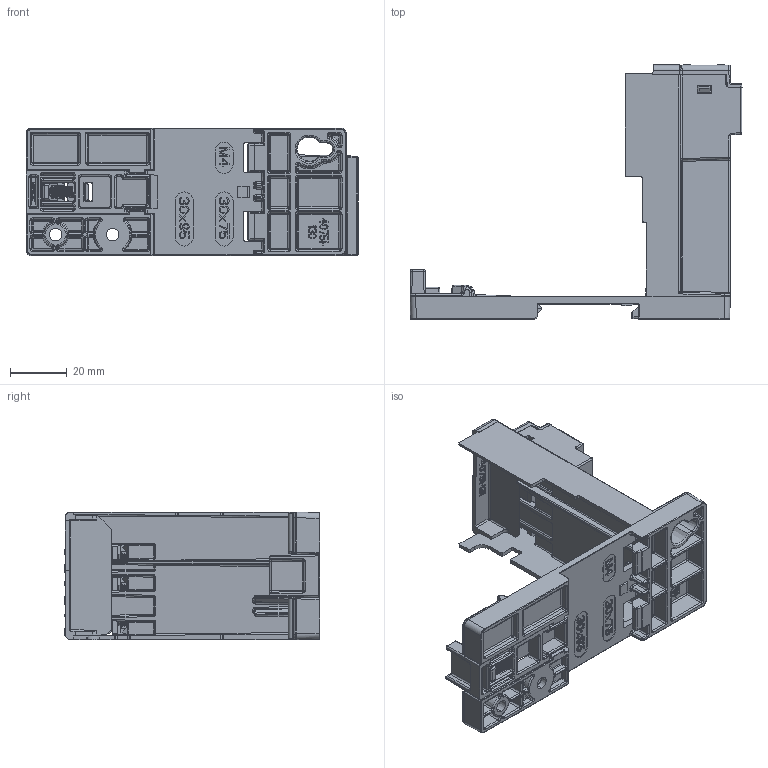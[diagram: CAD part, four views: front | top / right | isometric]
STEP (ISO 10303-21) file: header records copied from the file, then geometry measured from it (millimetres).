
FILE_DESCRIPTION((''),'2;1');
FILE_NAME('40751-342_ASM','2012-10-26T',('GLLehman'),('Rockwell Automation'),'PRO/ENGINEER BY PARAMETRIC TECHNOLOGY CORPORATION, 2010140','PRO/ENGINEER BY PARAMETRIC TECHNOLOGY CORPORATION, 2010140','');
FILE_SCHEMA(('CONFIG_CONTROL_DESIGN'));
Products named in the file (11): 40751-130; 40751-131; 40751-132; 40794-40026252; 40755-022; 40751-341-PRESSPLT_AF0; 40751-341-SCREW; 40751-341_ASM; 40755-023; 40751-340_ASM; 40751-342_ASM
Assembly tree (12 placements, depth 4):
  40751-342_ASM
    40751-130
    40751-131
    40751-132
    40794-40026252
    40751-340_ASM  x3
      40755-022
      40751-341_ASM
        40751-341-PRESSPLT_AF0
        40751-341-SCREW
      40755-023
Bounding box: 116.5 x 89.55 x 44.88 mm (x, y, z)
Volume: 44875.3 mm3; surface area: 53237.7 mm2
Topology: 16 solids, 19 shells, 4908 faces, 12178 edges, 7449 vertices
Faces by surface type: plane 2317, cylinder 1262, bspline 535, cone 412, sphere 247, torus 135
Entity records: 156871 total; most frequent: CARTESIAN_POINT 60058, ORIENTED_EDGE 21060, DIRECTION 18503, EDGE_CURVE 10536, VECTOR 6971, LINE 6971, VERTEX_POINT 6417, AXIS2_PLACEMENT_3D 5766
